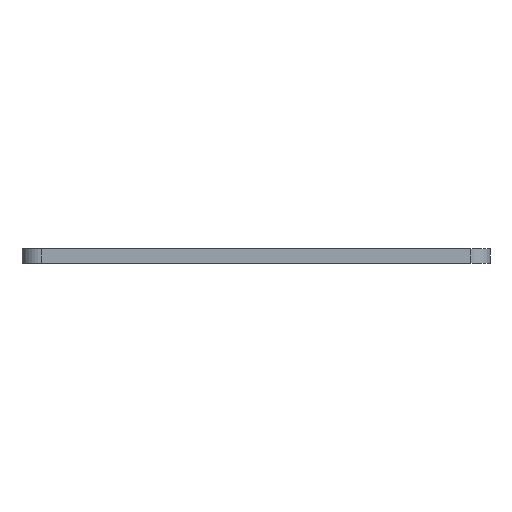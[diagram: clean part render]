
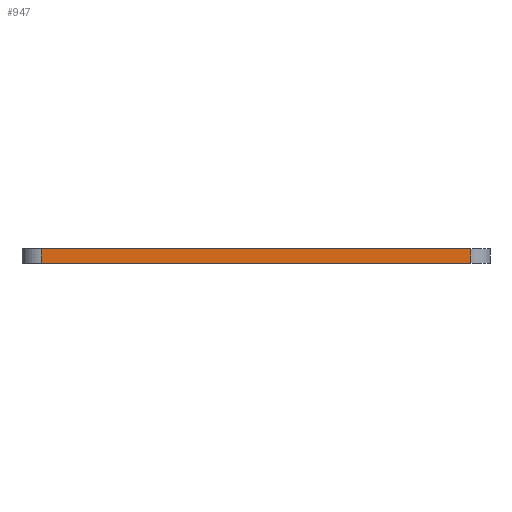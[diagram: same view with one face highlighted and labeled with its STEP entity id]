
A CAD part, left-side view. The second image highlights one B-rep face of the part: STEP entity #947.
In plain terms, the highlighted planar face has unit normal (-1, 0, 0).
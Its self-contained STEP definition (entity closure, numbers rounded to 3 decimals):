
#69=PLANE('',#1066);
#113=FACE_OUTER_BOUND('',#158,.T.);
#158=EDGE_LOOP('',(#778,#779,#780,#781));
#267=LINE('',#1599,#334);
#268=LINE('',#1602,#335);
#269=LINE('',#1604,#336);
#270=LINE('',#1605,#337);
#334=VECTOR('',#1335,10.);
#335=VECTOR('',#1338,10.);
#336=VECTOR('',#1339,10.);
#337=VECTOR('',#1340,10.);
#483=VERTEX_POINT('',#1595);
#484=VERTEX_POINT('',#1597);
#485=VERTEX_POINT('',#1601);
#486=VERTEX_POINT('',#1603);
#609=EDGE_CURVE('',#483,#484,#267,.T.);
#610=EDGE_CURVE('',#485,#483,#268,.T.);
#611=EDGE_CURVE('',#486,#484,#269,.T.);
#612=EDGE_CURVE('',#485,#486,#270,.T.);
#778=ORIENTED_EDGE('',*,*,#610,.T.);
#779=ORIENTED_EDGE('',*,*,#609,.T.);
#780=ORIENTED_EDGE('',*,*,#611,.F.);
#781=ORIENTED_EDGE('',*,*,#612,.F.);
#947=ADVANCED_FACE('',(#113),#69,.T.);
#1066=AXIS2_PLACEMENT_3D('',#1600,#1336,#1337);
#1335=DIRECTION('',(0.,0.,1.));
#1336=DIRECTION('center_axis',(-1.,0.,0.));
#1337=DIRECTION('ref_axis',(0.,-1.,0.));
#1338=DIRECTION('',(0.,-1.,0.));
#1339=DIRECTION('',(0.,-1.,0.));
#1340=DIRECTION('',(0.,0.,1.));
#1595=CARTESIAN_POINT('',(-191.8,-35.7,0.));
#1597=CARTESIAN_POINT('',(-191.8,-35.7,4.5));
#1599=CARTESIAN_POINT('',(-191.8,-35.7,0.));
#1600=CARTESIAN_POINT('Origin',(-191.8,99.3,0.));
#1601=CARTESIAN_POINT('',(-191.8,99.3,0.));
#1602=CARTESIAN_POINT('',(-191.8,99.3,0.));
#1603=CARTESIAN_POINT('',(-191.8,99.3,4.5));
#1604=CARTESIAN_POINT('',(-191.8,99.3,4.5));
#1605=CARTESIAN_POINT('',(-191.8,99.3,0.));
